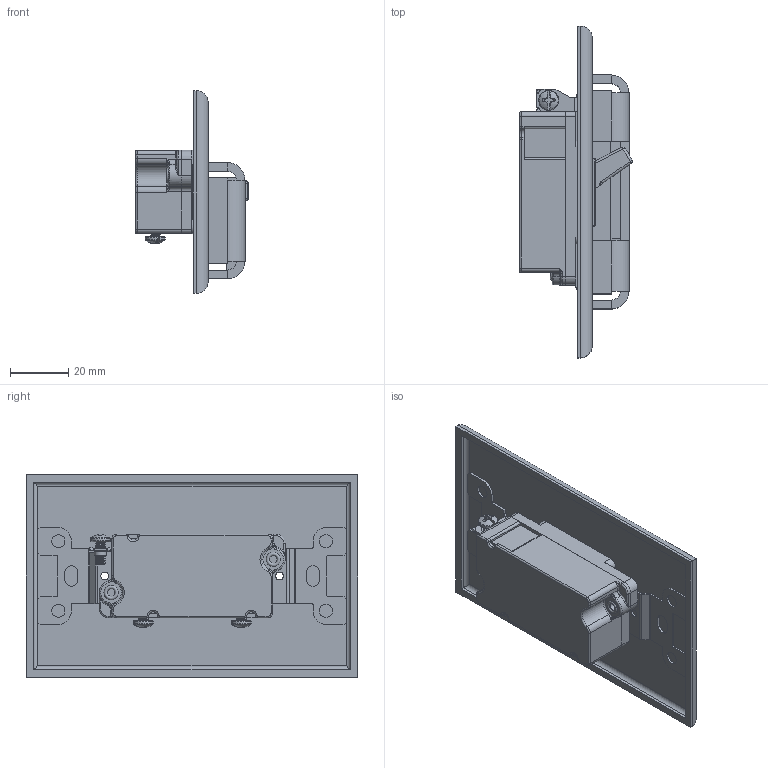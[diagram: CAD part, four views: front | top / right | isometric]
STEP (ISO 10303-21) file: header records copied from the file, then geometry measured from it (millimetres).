
FILE_DESCRIPTION(/* description */ (''),/* implementation_level */ '2;1');
FILE_NAME(/* name */ 'single with longer bar.step',/* time_stamp */ '2015-07-04T00:05:05-07:00',/* author */ ('Peter Froud'),/* organization */ (''),/* preprocessor_version */ 'ST-DEVELOPER v15.6',/* originating_system */ 'Autodesk Inventor 2015',/* authorisation */ '');
FILE_SCHEMA (('AUTOMOTIVE_DESIGN { 1 0 10303 214 3 1 1 }'));
Length unit declared in the file: inch
Products named in the file (13): Top_Insulator; Top_Plate; Back_Insulator; Tab_Connect; Screw_PHHPH-CROSS_6-32_L5-16_Brass_91249A145; Rolled_Rivet; Tab_Connect_Insulator; Switch_Assembly; switch plate; switchbot frame; Toggle_Switch; finger bar long; _ longer bar
Bounding box: 38.87 x 114.3 x 69.85 mm (x, y, z)
Volume: 71270.8 mm3; surface area: 48483.2 mm2
Topology: 15 solids, 15 shells, 779 faces, 1945 edges, 1198 vertices
Faces by surface type: plane 421, cylinder 199, torus 68, bspline 63, sphere 14, cone 14
Full cylindrical faces by diameter (mm): 2.667 x2, 2.692 x1, 2.705 x4, 3.175 x9, 4.216 x1, 4.496 x4, 5.08 x4
Entity records: 24258 total; most frequent: CARTESIAN_POINT 7678, DIRECTION 3412, ORIENTED_EDGE 3356, EDGE_CURVE 1678, AXIS2_PLACEMENT_3D 1188, VERTEX_POINT 1051, LINE 1036, VECTOR 1036
